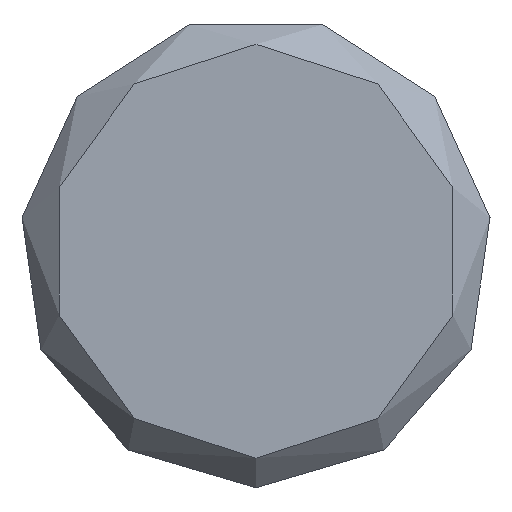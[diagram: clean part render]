
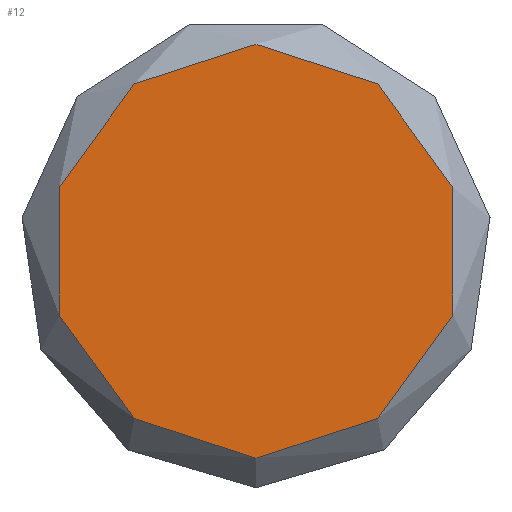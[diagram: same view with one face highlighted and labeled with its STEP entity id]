
A CAD part, left-side view. The second image highlights one B-rep face of the part: STEP entity #12.
In plain terms, the highlighted planar face has unit normal (-1, 0, 0).
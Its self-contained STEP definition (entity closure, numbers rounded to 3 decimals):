
#12 = ADVANCED_FACE ( 'NONE', ( #32 ), #131, .F. ) ;
#32 = FACE_OUTER_BOUND ( 'NONE', #39, .T. ) ;
#39 = EDGE_LOOP ( 'NONE', ( #58 ) ) ;
#56 = CIRCLE ( 'NONE', #103, 3.5 ) ;
#58 = ORIENTED_EDGE ( 'NONE', *, *, #96, .T. ) ;
#96 = EDGE_CURVE ( 'NONE', #147, #147, #56, .T. ) ;
#103 = AXIS2_PLACEMENT_3D ( 'NONE', #114, #139, #140 ) ;
#105 = AXIS2_PLACEMENT_3D ( 'NONE', #134, #130, #116 ) ;
#114 = CARTESIAN_POINT ( 'NONE',  ( -3000., 0., 0. ) ) ;
#116 = DIRECTION ( 'NONE',  ( 0., 0., -1. ) ) ;
#130 = DIRECTION ( 'NONE',  ( 1., 0., 0. ) ) ;
#131 = PLANE ( 'NONE',  #105 ) ;
#134 = CARTESIAN_POINT ( 'NONE',  ( -3000., 0., 0. ) ) ;
#139 = DIRECTION ( 'NONE',  ( -1., 0., 0. ) ) ;
#140 = DIRECTION ( 'NONE',  ( 0., 0., -1. ) ) ;
#147 = VERTEX_POINT ( 'NONE', #148 ) ;
#148 = CARTESIAN_POINT ( 'NONE',  ( -3000., 0., -3.5 ) ) ;
